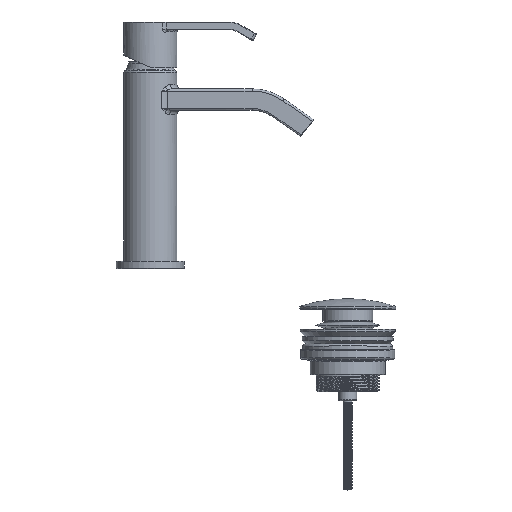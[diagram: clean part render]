
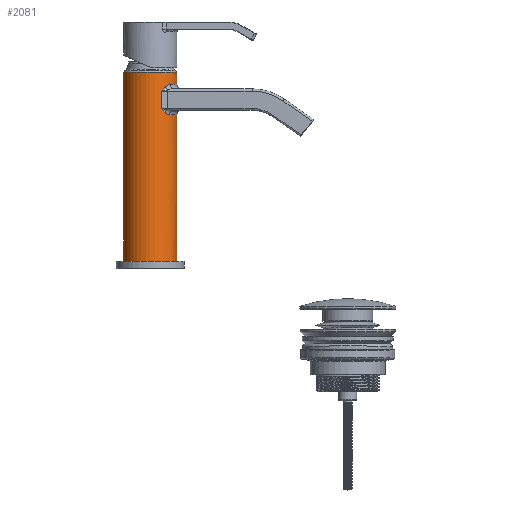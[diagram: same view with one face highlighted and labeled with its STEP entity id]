
A CAD part, top view. The second image highlights one B-rep face of the part: STEP entity #2081.
In plain terms, the highlighted cylindrical face has radius 17.5 mm (diameter 35 mm), a partial arc.
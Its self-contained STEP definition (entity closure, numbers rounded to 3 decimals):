
#1=DIRECTION('',(0.,-1.,0.));
#2=VECTOR('',#1,124.5);
#3=CARTESIAN_POINT('',(-17.5,126.5,0.));
#4=LINE('',#3,#2);
#35=CARTESIAN_POINT('',(0.,126.5,0.));
#36=DIRECTION('',(0.,-1.,0.));
#37=DIRECTION('',(1.,0.,0.));
#38=AXIS2_PLACEMENT_3D('',#35,#36,#37);
#50=DIRECTION('',(0.,-1.,0.));
#51=VECTOR('',#50,8.);
#52=CARTESIAN_POINT('',(17.5,126.5,0.));
#53=LINE('',#52,#51);
#54=CARTESIAN_POINT('',(13.17,118.5,11.524));
#55=CARTESIAN_POINT('',(13.035,118.5,11.678));
#56=CARTESIAN_POINT('',(12.755,118.479,11.987));
#57=CARTESIAN_POINT('',(12.294,118.377,12.46));
#58=CARTESIAN_POINT('',(11.799,118.202,12.93));
#59=CARTESIAN_POINT('',(11.276,117.949,13.389));
#60=CARTESIAN_POINT('',(10.744,117.625,13.819));
#61=CARTESIAN_POINT('',(10.23,117.243,14.202));
#62=CARTESIAN_POINT('',(9.925,116.97,14.414));
#63=CARTESIAN_POINT('',(9.78,116.828,14.512));
#65=CARTESIAN_POINT('',(9.78,116.828,14.512));
#66=CARTESIAN_POINT('',(9.52,116.575,14.687));
#67=CARTESIAN_POINT('',(8.956,115.978,15.045));
#68=CARTESIAN_POINT('',(8.138,115.023,15.502));
#69=CARTESIAN_POINT('',(7.57,114.334,15.781));
#70=CARTESIAN_POINT('',(7.29,114.,15.909));
#72=CARTESIAN_POINT('',(7.29,102.5,15.909));
#73=CARTESIAN_POINT('',(7.568,102.187,15.782));
#74=CARTESIAN_POINT('',(8.128,101.547,15.508));
#75=CARTESIAN_POINT('',(8.944,100.651,15.052));
#76=CARTESIAN_POINT('',(9.511,100.095,14.693));
#77=CARTESIAN_POINT('',(9.78,99.854,14.512));
#79=DIRECTION('',(0.,-1.,0.));
#80=VECTOR('',#79,96.5);
#81=CARTESIAN_POINT('',(17.5,98.5,0.));
#82=LINE('',#81,#80);
#83=CARTESIAN_POINT('',(0.,118.5,0.));
#84=DIRECTION('',(0.,1.,0.));
#85=DIRECTION('',(0.753,0.,0.659));
#86=AXIS2_PLACEMENT_3D('',#83,#84,#85);
#210=CARTESIAN_POINT('',(0.,98.5,0.));
#211=DIRECTION('',(0.,-1.,0.));
#212=DIRECTION('',(1.,0.,0.));
#213=AXIS2_PLACEMENT_3D('',#210,#211,#212);
#220=CARTESIAN_POINT('',(12.784,98.5,11.951));
#221=CARTESIAN_POINT('',(12.641,98.5,12.103));
#222=CARTESIAN_POINT('',(12.344,98.524,12.41));
#223=CARTESIAN_POINT('',(11.854,98.637,12.88));
#224=CARTESIAN_POINT('',(11.33,98.832,13.343));
#225=CARTESIAN_POINT('',(10.786,99.11,13.787));
#226=CARTESIAN_POINT('',(10.253,99.459,14.187));
#227=CARTESIAN_POINT('',(9.933,99.717,14.409));
#228=CARTESIAN_POINT('',(9.78,99.854,14.512));
#265=DIRECTION('',(0.,1.,0.));
#266=VECTOR('',#265,11.5);
#267=CARTESIAN_POINT('',(7.29,102.5,15.909));
#268=LINE('',#267,#266);
#1162=CARTESIAN_POINT('',(0.,2.,0.));
#1163=DIRECTION('',(0.,1.,0.));
#1164=DIRECTION('',(-1.,0.,0.));
#1165=AXIS2_PLACEMENT_3D('',#1162,#1163,#1164);
#1643=CARTESIAN_POINT('',(-17.5,126.5,0.));
#1644=CARTESIAN_POINT('',(17.5,126.5,0.));
#1645=VERTEX_POINT('',#1643);
#1646=VERTEX_POINT('',#1644);
#1647=CARTESIAN_POINT('',(-17.5,2.,0.));
#1648=VERTEX_POINT('',#1647);
#1649=CARTESIAN_POINT('',(17.5,2.,0.));
#1650=VERTEX_POINT('',#1649);
#1651=CARTESIAN_POINT('',(17.5,98.5,0.));
#1652=VERTEX_POINT('',#1651);
#1661=CARTESIAN_POINT('',(17.5,118.5,0.));
#1662=VERTEX_POINT('',#1661);
#1912=CARTESIAN_POINT('',(13.17,118.5,11.524));
#1913=VERTEX_POINT('',#1912);
#1916=VERTEX_POINT('',#63);
#1917=VERTEX_POINT('',#70);
#1918=CARTESIAN_POINT('',(7.29,102.5,15.909));
#1919=VERTEX_POINT('',#1918);
#1920=VERTEX_POINT('',#77);
#1921=VERTEX_POINT('',#220);
#2054=CARTESIAN_POINT('',(0.,-6.4,0.));
#2055=DIRECTION('',(0.,1.,0.));
#2056=DIRECTION('',(1.,0.,0.));
#2057=AXIS2_PLACEMENT_3D('',#2054,#2055,#2056);
#2058=CYLINDRICAL_SURFACE('',#2057,17.5);
#2059=ORIENTED_EDGE('',*,*,#2043,.F.);
#2060=ORIENTED_EDGE('',*,*,#2032,.T.);
#2062=ORIENTED_EDGE('',*,*,#2061,.F.);
#2064=ORIENTED_EDGE('',*,*,#2063,.T.);
#2066=ORIENTED_EDGE('',*,*,#2065,.T.);
#2068=ORIENTED_EDGE('',*,*,#2067,.F.);
#2070=ORIENTED_EDGE('',*,*,#2069,.T.);
#2072=ORIENTED_EDGE('',*,*,#2071,.F.);
#2074=ORIENTED_EDGE('',*,*,#2073,.F.);
#2075=ORIENTED_EDGE('',*,*,#2016,.T.);
#2077=ORIENTED_EDGE('',*,*,#2076,.F.);
#2078=ORIENTED_EDGE('',*,*,#2012,.F.);
#2079=EDGE_LOOP('',(#2059,#2060,#2062,#2064,#2066,#2068,#2070,#2072,#2074,#2075,
#2077,#2078));
#2080=FACE_OUTER_BOUND('',#2079,.F.);
#2081=ADVANCED_FACE('',(#2080),#2058,.T.);
#39=CIRCLE('',#38,17.5);
#64=B_SPLINE_CURVE_WITH_KNOTS('',3,(#54,#55,#56,#57,#58,#59,#60,#61,#62,#63),
.UNSPECIFIED.,.F.,.F.,(4,1,1,1,1,1,1,4),(0.,0.143,
0.286,0.429,0.571,0.714,
0.857,1.),.UNSPECIFIED.);
#71=B_SPLINE_CURVE_WITH_KNOTS('',3,(#65,#66,#67,#68,#69,#70),.UNSPECIFIED.,.F.,
.F.,(4,1,1,4),(0.,0.293,0.657,1.),.UNSPECIFIED.);
#78=B_SPLINE_CURVE_WITH_KNOTS('',3,(#72,#73,#74,#75,#76,#77),.UNSPECIFIED.,.F.,
.F.,(4,1,1,4),(0.,0.341,0.698,1.),.UNSPECIFIED.);
#87=CIRCLE('',#86,17.5);
#214=CIRCLE('',#213,17.5);
#229=B_SPLINE_CURVE_WITH_KNOTS('',3,(#220,#221,#222,#223,#224,#225,#226,#227,
#228),.UNSPECIFIED.,.F.,.F.,(4,1,1,1,1,1,4),(0.,0.167,
0.333,0.5,0.667,0.833,1.),
.UNSPECIFIED.);
#1166=CIRCLE('',#1165,17.5);
#2012=EDGE_CURVE('',#1645,#1648,#4,.T.);
#2016=EDGE_CURVE('',#1652,#1650,#82,.T.);
#2032=EDGE_CURVE('',#1646,#1662,#53,.T.);
#2043=EDGE_CURVE('',#1646,#1645,#39,.T.);
#2061=EDGE_CURVE('',#1913,#1662,#87,.T.);
#2063=EDGE_CURVE('',#1913,#1916,#64,.T.);
#2065=EDGE_CURVE('',#1916,#1917,#71,.T.);
#2067=EDGE_CURVE('',#1919,#1917,#268,.T.);
#2069=EDGE_CURVE('',#1919,#1920,#78,.T.);
#2071=EDGE_CURVE('',#1921,#1920,#229,.T.);
#2073=EDGE_CURVE('',#1652,#1921,#214,.T.);
#2076=EDGE_CURVE('',#1648,#1650,#1166,.T.);
